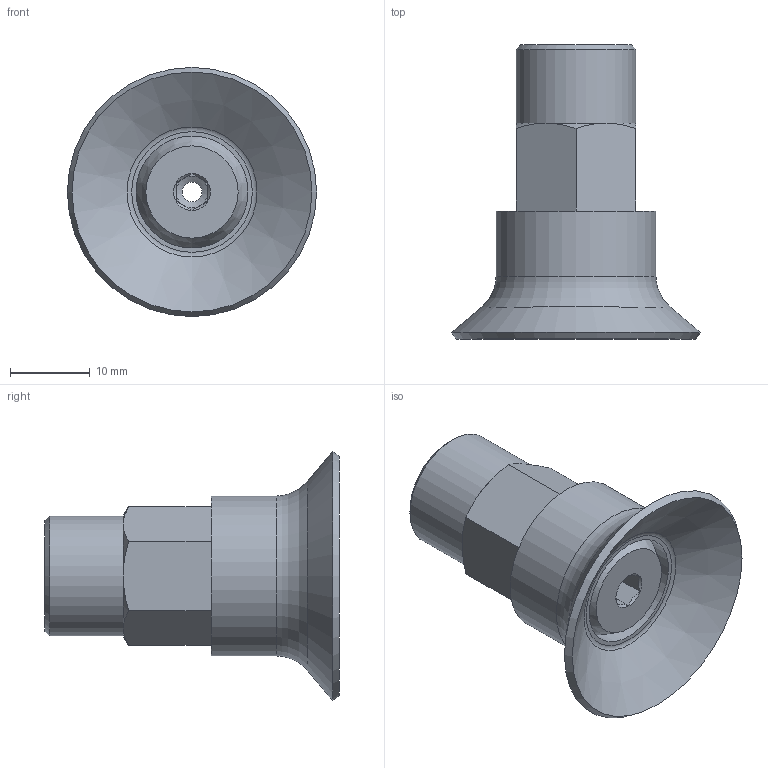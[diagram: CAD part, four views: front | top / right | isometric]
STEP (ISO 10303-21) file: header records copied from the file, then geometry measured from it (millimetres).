
FILE_DESCRIPTION(/* description */ ('STEP AP214'),/* implementation_level */ '2;1');
FILE_NAME(/* name */ '525970_ESS-30-GT-G1_8-I',/* time_stamp */ '2024-08-28T09:15:08+02:00',/* author */ ('License CC BY-ND 4.0'),/* organization */ ('CADENAS'),/* preprocessor_version */ 'ST-DEVELOPER v19.3',/* originating_system */ 'PARTsolutions',/* authorisation */ ' ');
FILE_SCHEMA (('AUTOMOTIVE_DESIGN {1 0 10303 214 3 1 1}'));
Length unit declared in the file: millimetre
Products named in the file (1): 525970 ESS-30-GT-G1/8--I
Bounding box: 31.15 x 36.8 x 31.15 mm (x, y, z)
Volume: 7238.4 mm3; surface area: 4074.4 mm2
Topology: 1 solids, 1 shells, 49 faces, 101 edges, 56 vertices
Faces by surface type: plane 22, cone 20, cylinder 5, torus 2
Full cylindrical faces by diameter (mm): 2.5 x1, 8.566 x1, 14 x1, 15 x1, 20 x1
Entity records: 1551 total; most frequent: CARTESIAN_POINT 246, DIRECTION 200, ORIENTED_EDGE 166, AXIS2_PLACEMENT_3D 85, EDGE_CURVE 83, EDGE_LOOP 68, FACE_BOUND 68, VERTEX_POINT 53
